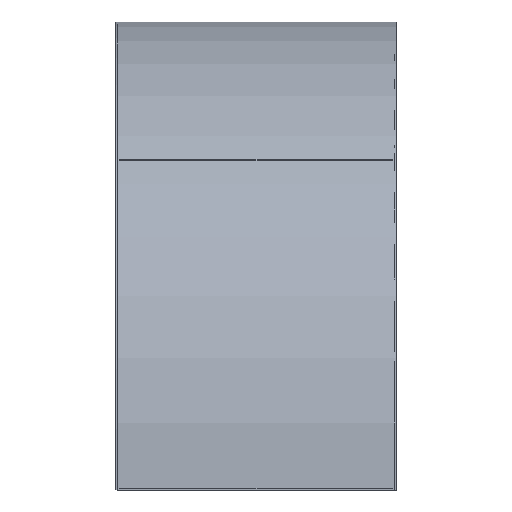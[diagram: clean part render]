
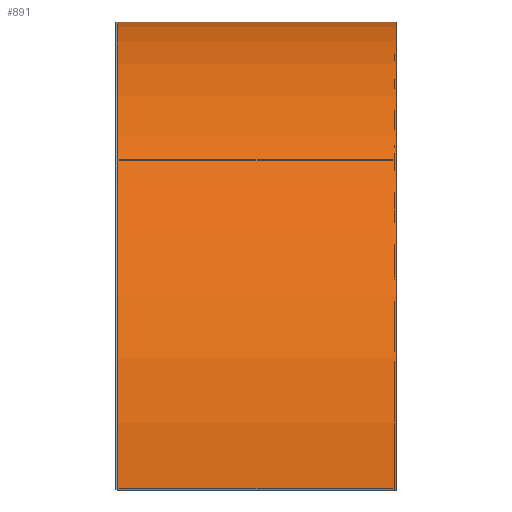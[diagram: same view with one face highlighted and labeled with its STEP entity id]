
A CAD part, left-side view. The second image highlights one B-rep face of the part: STEP entity #891.
In plain terms, the highlighted cylindrical face has radius 1000 mm (diameter 2000 mm), a partial arc.
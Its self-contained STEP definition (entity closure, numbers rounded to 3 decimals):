
#154 = CARTESIAN_POINT ( 'NONE',  ( 0., 597., 0. ) ) ;
#176 = AXIS2_PLACEMENT_3D ( 'NONE', #221, #733, #1462 ) ;
#221 = CARTESIAN_POINT ( 'NONE',  ( 0., 0., 0. ) ) ;
#317 = CARTESIAN_POINT ( 'NONE',  ( -1000., 0., 0. ) ) ;
#434 = ORIENTED_EDGE ( 'NONE', *, *, #1040, .T. ) ;
#512 = EDGE_CURVE ( 'NONE', #1128, #1397, #2887, .T. ) ;
#733 = DIRECTION ( 'NONE',  ( 0., 1., 0. ) ) ;
#825 = EDGE_CURVE ( 'NONE', #1745, #2470, #852, .T. ) ;
#852 = LINE ( 'NONE', #1350, #1978 ) ;
#884 = CARTESIAN_POINT ( 'NONE',  ( 0., 597., 1000. ) ) ;
#891 = ADVANCED_FACE ( 'NONE', ( #2837 ), #1661, .T. ) ;
#995 = ORIENTED_EDGE ( 'NONE', *, *, #3034, .F. ) ;
#1012 = DIRECTION ( 'NONE',  ( 0., 1., 0. ) ) ;
#1040 = EDGE_CURVE ( 'NONE', #1397, #2470, #3095, .T. ) ;
#1081 = CARTESIAN_POINT ( 'NONE',  ( -1000., 597., 0. ) ) ;
#1128 = VERTEX_POINT ( 'NONE', #1081 ) ;
#1149 = CARTESIAN_POINT ( 'NONE',  ( -1000., 597., 0. ) ) ;
#1296 = CARTESIAN_POINT ( 'NONE',  ( 0., 0., 1000. ) ) ;
#1350 = CARTESIAN_POINT ( 'NONE',  ( 0., 597., 1000. ) ) ;
#1397 = VERTEX_POINT ( 'NONE', #317 ) ;
#1418 = VECTOR ( 'NONE', #2369, 1000. ) ;
#1462 = DIRECTION ( 'NONE',  ( 0., 0., 1. ) ) ;
#1618 = CIRCLE ( 'NONE', #2699, 1000. ) ;
#1661 = CYLINDRICAL_SURFACE ( 'NONE', #2541, 1000. ) ;
#1680 = DIRECTION ( 'NONE',  ( 0., -1., 0. ) ) ;
#1745 = VERTEX_POINT ( 'NONE', #884 ) ;
#1978 = VECTOR ( 'NONE', #1680, 1000. ) ;
#2369 = DIRECTION ( 'NONE',  ( 0., -1., 0. ) ) ;
#2470 = VERTEX_POINT ( 'NONE', #1296 ) ;
#2541 = AXIS2_PLACEMENT_3D ( 'NONE', #154, #2657, #3138 ) ;
#2553 = CARTESIAN_POINT ( 'NONE',  ( 0., 597., 0. ) ) ;
#2657 = DIRECTION ( 'NONE',  ( 0., -1., 0. ) ) ;
#2699 = AXIS2_PLACEMENT_3D ( 'NONE', #2553, #1012, #3017 ) ;
#2751 = ORIENTED_EDGE ( 'NONE', *, *, #825, .F. ) ;
#2774 = EDGE_LOOP ( 'NONE', ( #434, #2751, #995, #2975 ) ) ;
#2837 = FACE_OUTER_BOUND ( 'NONE', #2774, .T. ) ;
#2887 = LINE ( 'NONE', #1149, #1418 ) ;
#2975 = ORIENTED_EDGE ( 'NONE', *, *, #512, .T. ) ;
#3017 = DIRECTION ( 'NONE',  ( 0., 0., 1. ) ) ;
#3034 = EDGE_CURVE ( 'NONE', #1128, #1745, #1618, .T. ) ;
#3095 = CIRCLE ( 'NONE', #176, 1000. ) ;
#3138 = DIRECTION ( 'NONE',  ( 0., 0., -1. ) ) ;
